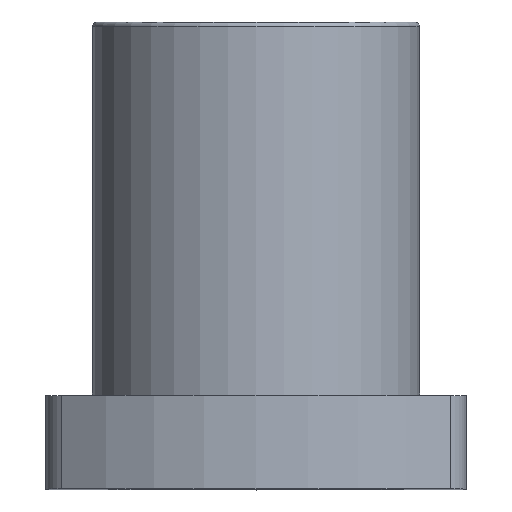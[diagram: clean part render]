
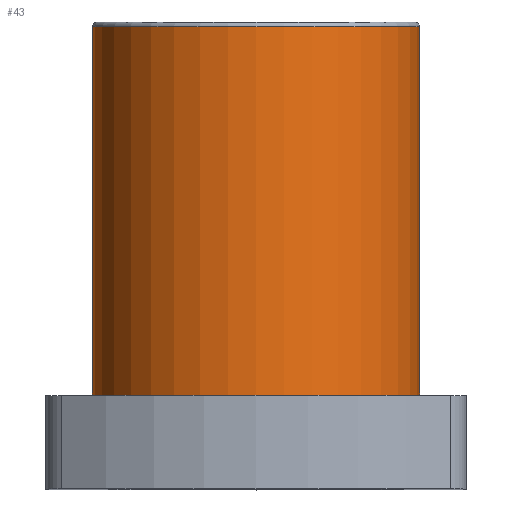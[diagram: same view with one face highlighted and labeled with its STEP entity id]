
A CAD part, top view. The second image highlights one B-rep face of the part: STEP entity #43.
In plain terms, the highlighted cylindrical face has radius 10.5 mm (diameter 21 mm), a full revolution.
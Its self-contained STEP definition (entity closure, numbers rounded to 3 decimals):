
#43 = ADVANCED_FACE('',(#44),#71,.T.);
#44 = FACE_BOUND('',#45,.F.);
#45 = EDGE_LOOP('',(#46,#56,#63,#64));
#46 = ORIENTED_EDGE('',*,*,#47,.T.);
#47 = EDGE_CURVE('',#48,#50,#52,.T.);
#48 = VERTEX_POINT('',#49);
#49 = CARTESIAN_POINT('',(10.5,6.,0.));
#50 = VERTEX_POINT('',#51);
#51 = CARTESIAN_POINT('',(10.5,29.7,0.));
#52 = LINE('',#53,#54);
#53 = CARTESIAN_POINT('',(10.5,6.,0.));
#54 = VECTOR('',#55,1.);
#55 = DIRECTION('',(0.,1.,0.));
#56 = ORIENTED_EDGE('',*,*,#57,.T.);
#57 = EDGE_CURVE('',#50,#50,#58,.T.);
#58 = CIRCLE('',#59,10.5);
#59 = AXIS2_PLACEMENT_3D('',#60,#61,#62);
#60 = CARTESIAN_POINT('',(0.,29.7,0.));
#61 = DIRECTION('',(-0.,1.,0.));
#62 = DIRECTION('',(1.,0.,0.));
#63 = ORIENTED_EDGE('',*,*,#47,.F.);
#64 = ORIENTED_EDGE('',*,*,#65,.F.);
#65 = EDGE_CURVE('',#48,#48,#66,.T.);
#66 = CIRCLE('',#67,10.5);
#67 = AXIS2_PLACEMENT_3D('',#68,#69,#70);
#68 = CARTESIAN_POINT('',(0.,6.,0.));
#69 = DIRECTION('',(-0.,1.,0.));
#70 = DIRECTION('',(1.,0.,0.));
#71 = CYLINDRICAL_SURFACE('',#72,10.5);
#72 = AXIS2_PLACEMENT_3D('',#73,#74,#75);
#73 = CARTESIAN_POINT('',(0.,6.,0.));
#74 = DIRECTION('',(0.,-1.,0.));
#75 = DIRECTION('',(1.,0.,0.));
